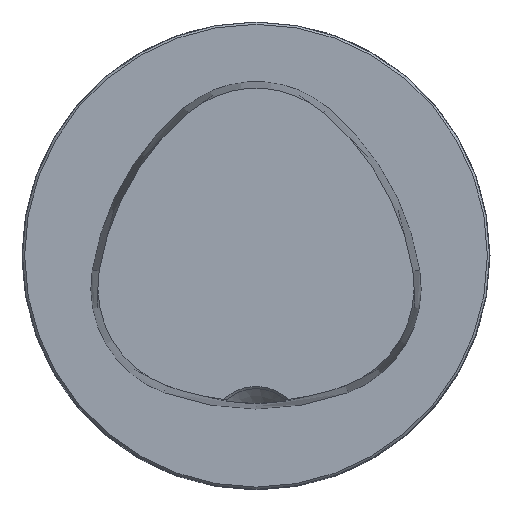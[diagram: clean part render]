
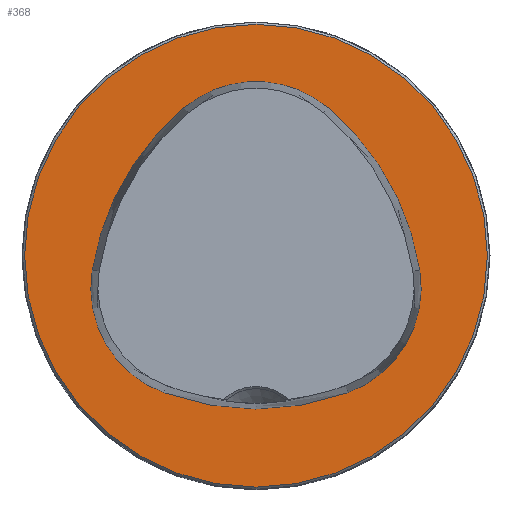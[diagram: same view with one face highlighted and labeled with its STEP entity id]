
A CAD part, top view. The second image highlights one B-rep face of the part: STEP entity #368.
In plain terms, the highlighted planar face has unit normal (0, 0, 1).
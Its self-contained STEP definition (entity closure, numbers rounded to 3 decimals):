
#181=FACE_BOUND('',#695,.T.);
#182=FACE_BOUND('',#696,.T.);
#215=CIRCLE('',#2509,36.075);
#217=CIRCLE('',#2512,36.075);
#218=CIRCLE('',#2513,15.075);
#219=CIRCLE('',#2514,36.075);
#220=CIRCLE('',#2515,15.075);
#221=CIRCLE('',#2516,15.075);
#222=CIRCLE('',#2517,31.2);
#368=ADVANCED_FACE('CU_FL_N1_SU_1',(#181,#182),#496,.T.);
#496=PLANE('',#2518);
#695=EDGE_LOOP('',(#1007,#1008,#1009,#1010,#1011,#1012));
#696=EDGE_LOOP('',(#1013));
#1007=ORIENTED_EDGE('',*,*,#1884,.F.);
#1008=ORIENTED_EDGE('',*,*,#1885,.F.);
#1009=ORIENTED_EDGE('',*,*,#1886,.F.);
#1010=ORIENTED_EDGE('',*,*,#1887,.F.);
#1011=ORIENTED_EDGE('',*,*,#1881,.F.);
#1012=ORIENTED_EDGE('',*,*,#1888,.F.);
#1013=ORIENTED_EDGE('',*,*,#1889,.T.);
#1649=VERTEX_POINT('',#3960);
#1650=VERTEX_POINT('',#3962);
#1652=VERTEX_POINT('',#3968);
#1653=VERTEX_POINT('',#3969);
#1654=VERTEX_POINT('',#3971);
#1655=VERTEX_POINT('',#3973);
#1656=VERTEX_POINT('',#3977);
#1881=EDGE_CURVE('',#1649,#1650,#215,.T.);
#1884=EDGE_CURVE('',#1652,#1653,#217,.T.);
#1885=EDGE_CURVE('',#1654,#1652,#218,.T.);
#1886=EDGE_CURVE('',#1655,#1654,#219,.T.);
#1887=EDGE_CURVE('',#1650,#1655,#220,.T.);
#1888=EDGE_CURVE('',#1653,#1649,#221,.T.);
#1889=EDGE_CURVE('',#1656,#1656,#222,.T.);
#2509=AXIS2_PLACEMENT_3D('',#3961,#2815,#2816);
#2512=AXIS2_PLACEMENT_3D('',#3967,#2822,#2823);
#2513=AXIS2_PLACEMENT_3D('',#3970,#2824,#2825);
#2514=AXIS2_PLACEMENT_3D('',#3972,#2826,#2827);
#2515=AXIS2_PLACEMENT_3D('',#3974,#2828,#2829);
#2516=AXIS2_PLACEMENT_3D('',#3975,#2830,#2831);
#2517=AXIS2_PLACEMENT_3D('',#3976,#2832,#2833);
#2518=AXIS2_PLACEMENT_3D('',#3978,#2834,#2835);
#2815=DIRECTION('',(0.,0.,1.));
#2816=DIRECTION('',(1.,0.,0.));
#2822=DIRECTION('',(0.,0.,1.));
#2823=DIRECTION('',(1.,0.,0.));
#2824=DIRECTION('',(0.,0.,1.));
#2825=DIRECTION('',(1.,0.,0.));
#2826=DIRECTION('',(0.,0.,1.));
#2827=DIRECTION('',(1.,0.,0.));
#2828=DIRECTION('',(0.,0.,1.));
#2829=DIRECTION('',(1.,0.,0.));
#2830=DIRECTION('',(0.,0.,1.));
#2831=DIRECTION('',(1.,0.,0.));
#2832=DIRECTION('',(0.,0.,1.));
#2833=DIRECTION('',(1.,0.,0.));
#2834=DIRECTION('',(0.,0.,1.));
#2835=DIRECTION('',(1.,0.,0.));
#3960=CARTESIAN_POINT('',(-12.368,-18.489,0.));
#3961=CARTESIAN_POINT('',(0.,15.4,0.));
#3962=CARTESIAN_POINT('',(12.368,-18.489,0.));
#3967=CARTESIAN_POINT('',(13.535,-7.656,0.));
#3968=CARTESIAN_POINT('',(-9.716,19.927,0.));
#3969=CARTESIAN_POINT('',(-22.084,-1.937,0.));
#3970=CARTESIAN_POINT('',(0.,8.4,0.));
#3971=CARTESIAN_POINT('',(9.716,19.927,0.));
#3972=CARTESIAN_POINT('',(-13.535,-7.656,0.));
#3973=CARTESIAN_POINT('',(22.084,-1.937,0.));
#3974=CARTESIAN_POINT('',(7.2,-4.327,0.));
#3975=CARTESIAN_POINT('',(-7.2,-4.327,0.));
#3976=CARTESIAN_POINT('',(0.,0.,0.));
#3977=CARTESIAN_POINT('',(31.2,0.,0.));
#3978=CARTESIAN_POINT('',(0.,0.,0.));
